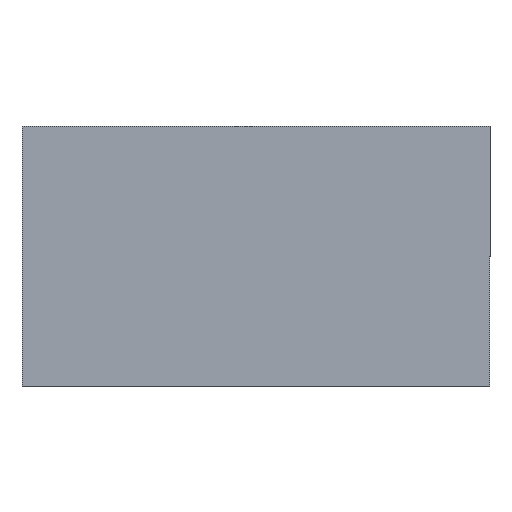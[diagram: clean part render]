
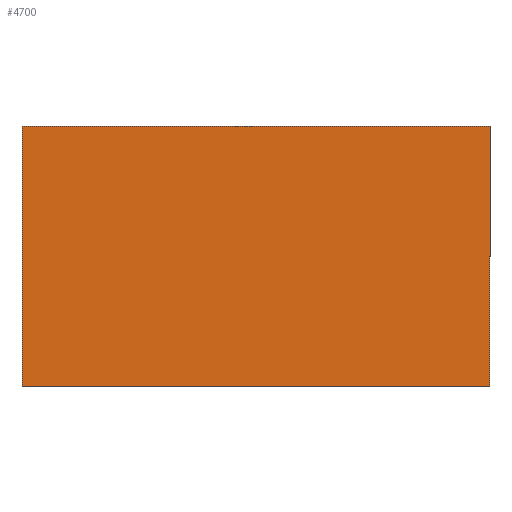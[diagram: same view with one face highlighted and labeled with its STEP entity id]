
A CAD part, front view. The second image highlights one B-rep face of the part: STEP entity #4700.
In plain terms, the highlighted planar face has unit normal (0, -1, 0).
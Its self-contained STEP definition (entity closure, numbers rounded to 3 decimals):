
#21 = DIRECTION ( 'NONE',  ( 0., 0., -1. ) ) ;
#253 = EDGE_CURVE ( 'NONE', #3229, #11098, #3094, .T. ) ;
#2364 = DIRECTION ( 'NONE',  ( 0., 0., 1. ) ) ;
#3021 = ORIENTED_EDGE ( 'NONE', *, *, #15446, .F. ) ;
#3094 = LINE ( 'NONE', #8204, #9767 ) ;
#3118 = CARTESIAN_POINT ( 'NONE',  ( 600., 0., 115. ) ) ;
#3229 = VERTEX_POINT ( 'NONE', #3118 ) ;
#3944 = CARTESIAN_POINT ( 'NONE',  ( 0., 0., 0. ) ) ;
#4614 = LINE ( 'NONE', #12324, #13962 ) ;
#4700 = ADVANCED_FACE ( 'NONE', ( #6024 ), #11149, .T. ) ;
#5046 = EDGE_CURVE ( 'NONE', #11098, #11578, #7358, .T. ) ;
#6024 = FACE_OUTER_BOUND ( 'NONE', #7010, .T. ) ;
#6263 = VERTEX_POINT ( 'NONE', #11297 ) ;
#7010 = EDGE_LOOP ( 'NONE', ( #3021, #15180, #11644, #8775 ) ) ;
#7358 = LINE ( 'NONE', #12134, #10666 ) ;
#7875 = CARTESIAN_POINT ( 'NONE',  ( -300., 0., -385. ) ) ;
#8204 = CARTESIAN_POINT ( 'NONE',  ( 600., 0., -385. ) ) ;
#8775 = ORIENTED_EDGE ( 'NONE', *, *, #12628, .F. ) ;
#9173 = CARTESIAN_POINT ( 'NONE',  ( 600., 0., -385. ) ) ;
#9767 = VECTOR ( 'NONE', #13304, 1000. ) ;
#10115 = AXIS2_PLACEMENT_3D ( 'NONE', #3944, #13975, #21 ) ;
#10666 = VECTOR ( 'NONE', #12220, 1000. ) ;
#11006 = CARTESIAN_POINT ( 'NONE',  ( 600., 0., 115. ) ) ;
#11083 = LINE ( 'NONE', #11006, #14632 ) ;
#11098 = VERTEX_POINT ( 'NONE', #9173 ) ;
#11149 = PLANE ( 'NONE',  #10115 ) ;
#11297 = CARTESIAN_POINT ( 'NONE',  ( -300., 0., 115. ) ) ;
#11578 = VERTEX_POINT ( 'NONE', #7875 ) ;
#11644 = ORIENTED_EDGE ( 'NONE', *, *, #253, .F. ) ;
#12134 = CARTESIAN_POINT ( 'NONE',  ( -300., 0., -385. ) ) ;
#12220 = DIRECTION ( 'NONE',  ( -1., 0., 0. ) ) ;
#12324 = CARTESIAN_POINT ( 'NONE',  ( -300., 0., 115. ) ) ;
#12628 = EDGE_CURVE ( 'NONE', #6263, #3229, #11083, .T. ) ;
#13304 = DIRECTION ( 'NONE',  ( 0., 0., -1. ) ) ;
#13962 = VECTOR ( 'NONE', #2364, 1000. ) ;
#13975 = DIRECTION ( 'NONE',  ( 0., -1., 0. ) ) ;
#14632 = VECTOR ( 'NONE', #16095, 1000. ) ;
#15180 = ORIENTED_EDGE ( 'NONE', *, *, #5046, .F. ) ;
#15446 = EDGE_CURVE ( 'NONE', #11578, #6263, #4614, .T. ) ;
#16095 = DIRECTION ( 'NONE',  ( 1., 0., 0. ) ) ;
